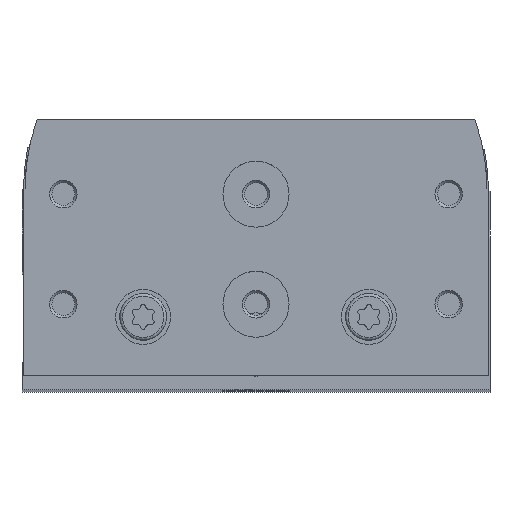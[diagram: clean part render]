
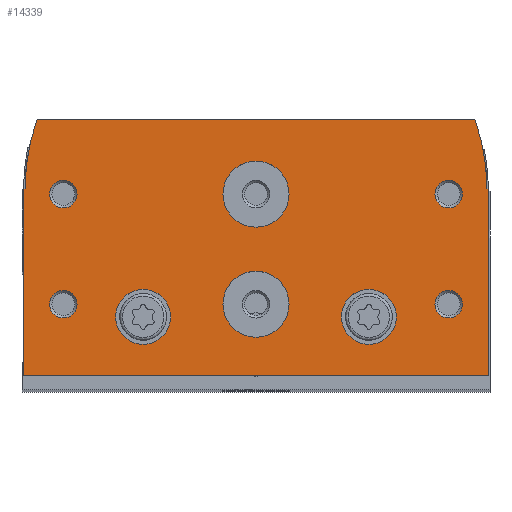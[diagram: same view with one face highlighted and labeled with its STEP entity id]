
A CAD part, top view. The second image highlights one B-rep face of the part: STEP entity #14339.
In plain terms, the highlighted planar face has unit normal (0, 0, 1).
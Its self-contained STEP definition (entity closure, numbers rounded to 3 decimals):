
#525=LINE('',#22429,#1341);
#530=LINE('',#22439,#1346);
#537=LINE('',#22456,#1353);
#543=LINE('',#22468,#1359);
#551=LINE('',#22489,#1367);
#552=LINE('',#22547,#1368);
#1341=VECTOR('',#18243,1000.);
#1346=VECTOR('',#18250,1000.);
#1353=VECTOR('',#18265,1000.);
#1359=VECTOR('',#18275,1000.);
#1367=VECTOR('',#18297,1000.);
#1368=VECTOR('',#18356,1000.);
#1866=PLANE('',#15498);
#3530=ORIENTED_EDGE('',*,*,#6337,.F.);
#3531=ORIENTED_EDGE('',*,*,#6338,.F.);
#3532=ORIENTED_EDGE('',*,*,#6339,.T.);
#3533=ORIENTED_EDGE('',*,*,#6340,.T.);
#3534=ORIENTED_EDGE('',*,*,#6341,.T.);
#3535=ORIENTED_EDGE('',*,*,#6342,.T.);
#3536=ORIENTED_EDGE('',*,*,#6343,.T.);
#3537=ORIENTED_EDGE('',*,*,#6344,.T.);
#3538=ORIENTED_EDGE('',*,*,#6295,.T.);
#3539=ORIENTED_EDGE('',*,*,#6289,.T.);
#3540=ORIENTED_EDGE('',*,*,#6307,.T.);
#3541=ORIENTED_EDGE('',*,*,#6275,.T.);
#3542=ORIENTED_EDGE('',*,*,#6280,.T.);
#3543=ORIENTED_EDGE('',*,*,#6284,.T.);
#3544=ORIENTED_EDGE('',*,*,#6336,.T.);
#3545=ORIENTED_EDGE('',*,*,#6301,.T.);
#6275=EDGE_CURVE('',#7827,#7826,#525,.T.);
#6280=EDGE_CURVE('',#7826,#7830,#530,.T.);
#6284=EDGE_CURVE('',#7830,#7832,#8830,.T.);
#6289=EDGE_CURVE('',#7834,#7836,#537,.T.);
#6295=EDGE_CURVE('',#7840,#7834,#543,.T.);
#6301=EDGE_CURVE('',#7845,#7840,#8832,.T.);
#6307=EDGE_CURVE('',#7836,#7827,#551,.T.);
#6336=EDGE_CURVE('',#7832,#7845,#552,.T.);
#6337=EDGE_CURVE('',#7875,#7875,#8863,.T.);
#6338=EDGE_CURVE('',#7876,#7876,#8864,.T.);
#6339=EDGE_CURVE('',#7877,#7877,#8865,.T.);
#6340=EDGE_CURVE('',#7878,#7878,#8866,.T.);
#6341=EDGE_CURVE('',#7879,#7879,#8867,.T.);
#6342=EDGE_CURVE('',#7880,#7880,#8868,.T.);
#6343=EDGE_CURVE('',#7881,#7881,#8869,.T.);
#6344=EDGE_CURVE('',#7882,#7882,#8870,.T.);
#7826=VERTEX_POINT('',#22428);
#7827=VERTEX_POINT('',#22430);
#7830=VERTEX_POINT('',#22438);
#7832=VERTEX_POINT('',#22445);
#7834=VERTEX_POINT('',#22450);
#7836=VERTEX_POINT('',#22455);
#7840=VERTEX_POINT('',#22466);
#7845=VERTEX_POINT('',#22481);
#7875=VERTEX_POINT('',#22550);
#7876=VERTEX_POINT('',#22552);
#7877=VERTEX_POINT('',#22554);
#7878=VERTEX_POINT('',#22556);
#7879=VERTEX_POINT('',#22558);
#7880=VERTEX_POINT('',#22560);
#7881=VERTEX_POINT('',#22562);
#7882=VERTEX_POINT('',#22564);
#8830=CIRCLE('',#15458,37.);
#8832=CIRCLE('',#15465,37.);
#8863=CIRCLE('',#15499,5.);
#8864=CIRCLE('',#15500,5.);
#8865=CIRCLE('',#15501,6.);
#8866=CIRCLE('',#15502,6.);
#8867=CIRCLE('',#15503,2.5);
#8868=CIRCLE('',#15504,2.5);
#8869=CIRCLE('',#15505,2.5);
#8870=CIRCLE('',#15506,2.5);
#9870=EDGE_LOOP('',(#3530));
#9871=EDGE_LOOP('',(#3531));
#9872=EDGE_LOOP('',(#3532));
#9873=EDGE_LOOP('',(#3533));
#9874=EDGE_LOOP('',(#3534));
#9875=EDGE_LOOP('',(#3535));
#9876=EDGE_LOOP('',(#3536));
#9877=EDGE_LOOP('',(#3537));
#9878=EDGE_LOOP('',(#3538,#3539,#3540,#3541,#3542,#3543,#3544,#3545));
#10948=FACE_BOUND('',#9870,.T.);
#10949=FACE_BOUND('',#9871,.T.);
#10950=FACE_BOUND('',#9872,.T.);
#10951=FACE_BOUND('',#9873,.T.);
#10952=FACE_BOUND('',#9874,.T.);
#10953=FACE_BOUND('',#9875,.T.);
#10954=FACE_BOUND('',#9876,.T.);
#10955=FACE_BOUND('',#9877,.T.);
#10956=FACE_BOUND('',#9878,.T.);
#14339=ADVANCED_FACE('',(#10948,#10949,#10950,#10951,#10952,#10953,#10954,
#10955,#10956),#1866,.T.);
#15458=AXIS2_PLACEMENT_3D('',#22446,#18257,#18258);
#15465=AXIS2_PLACEMENT_3D('',#22480,#18286,#18287);
#15498=AXIS2_PLACEMENT_3D('',#22548,#18357,#18358);
#15499=AXIS2_PLACEMENT_3D('',#22549,#18359,#18360);
#15500=AXIS2_PLACEMENT_3D('',#22551,#18361,#18362);
#15501=AXIS2_PLACEMENT_3D('',#22553,#18363,#18364);
#15502=AXIS2_PLACEMENT_3D('',#22555,#18365,#18366);
#15503=AXIS2_PLACEMENT_3D('',#22557,#18367,#18368);
#15504=AXIS2_PLACEMENT_3D('',#22559,#18369,#18370);
#15505=AXIS2_PLACEMENT_3D('',#22561,#18371,#18372);
#15506=AXIS2_PLACEMENT_3D('',#22563,#18373,#18374);
#18243=DIRECTION('',(0.,1.,0.));
#18250=DIRECTION('',(-0.866,0.5,0.));
#18257=DIRECTION('',(0.,0.,1.));
#18258=DIRECTION('',(1.,0.,0.));
#18265=DIRECTION('',(0.,-1.,0.));
#18275=DIRECTION('',(-0.866,-0.5,0.));
#18286=DIRECTION('',(0.,0.,1.));
#18287=DIRECTION('',(1.,0.,0.));
#18297=DIRECTION('',(1.,0.,0.));
#18356=DIRECTION('',(-1.,0.,0.));
#18357=DIRECTION('',(0.,0.,1.));
#18358=DIRECTION('',(1.,0.,0.));
#18359=DIRECTION('',(0.,0.,1.));
#18360=DIRECTION('',(1.,0.,0.));
#18361=DIRECTION('',(0.,0.,1.));
#18362=DIRECTION('',(1.,0.,0.));
#18363=DIRECTION('',(0.,0.,-1.));
#18364=DIRECTION('',(-1.,0.,0.));
#18365=DIRECTION('',(0.,0.,-1.));
#18366=DIRECTION('',(-1.,0.,0.));
#18367=DIRECTION('',(0.,0.,-1.));
#18368=DIRECTION('',(-1.,0.,0.));
#18369=DIRECTION('',(0.,0.,-1.));
#18370=DIRECTION('',(-1.,0.,0.));
#18371=DIRECTION('',(0.,0.,-1.));
#18372=DIRECTION('',(-1.,0.,0.));
#18373=DIRECTION('',(0.,0.,-1.));
#18374=DIRECTION('',(-1.,0.,0.));
#22428=CARTESIAN_POINT('',(42.25,33.827,0.));
#22429=CARTESIAN_POINT('',(42.25,0.,0.));
#22430=CARTESIAN_POINT('',(42.25,0.,0.));
#22438=CARTESIAN_POINT('',(41.95,34.,0.));
#22439=CARTESIAN_POINT('',(42.25,33.827,0.));
#22445=CARTESIAN_POINT('',(39.775,46.5,0.));
#22446=CARTESIAN_POINT('',(4.95,34.,0.));
#22450=CARTESIAN_POINT('',(-42.25,33.827,0.));
#22455=CARTESIAN_POINT('',(-42.25,0.,0.));
#22456=CARTESIAN_POINT('',(-42.25,33.827,0.));
#22466=CARTESIAN_POINT('',(-41.95,34.,0.));
#22468=CARTESIAN_POINT('',(-41.95,34.,0.));
#22480=CARTESIAN_POINT('',(-4.95,34.,0.));
#22481=CARTESIAN_POINT('',(-39.775,46.5,0.));
#22489=CARTESIAN_POINT('',(-42.25,0.,0.));
#22547=CARTESIAN_POINT('',(39.775,46.5,0.));
#22548=CARTESIAN_POINT('',(4.95,34.,0.));
#22549=CARTESIAN_POINT('',(-20.5,10.7,0.));
#22550=CARTESIAN_POINT('',(-15.5,10.7,0.));
#22551=CARTESIAN_POINT('',(20.5,10.7,0.));
#22552=CARTESIAN_POINT('',(25.5,10.7,0.));
#22553=CARTESIAN_POINT('',(0.,13.,0.));
#22554=CARTESIAN_POINT('',(-6.,13.,0.));
#22555=CARTESIAN_POINT('',(0.,33.,0.));
#22556=CARTESIAN_POINT('',(-6.,33.,0.));
#22557=CARTESIAN_POINT('',(35.,13.,0.));
#22558=CARTESIAN_POINT('',(32.5,13.,0.));
#22559=CARTESIAN_POINT('',(-35.,13.,0.));
#22560=CARTESIAN_POINT('',(-37.5,13.,0.));
#22561=CARTESIAN_POINT('',(-35.,33.,0.));
#22562=CARTESIAN_POINT('',(-37.5,33.,0.));
#22563=CARTESIAN_POINT('',(35.,33.,0.));
#22564=CARTESIAN_POINT('',(32.5,33.,0.));
